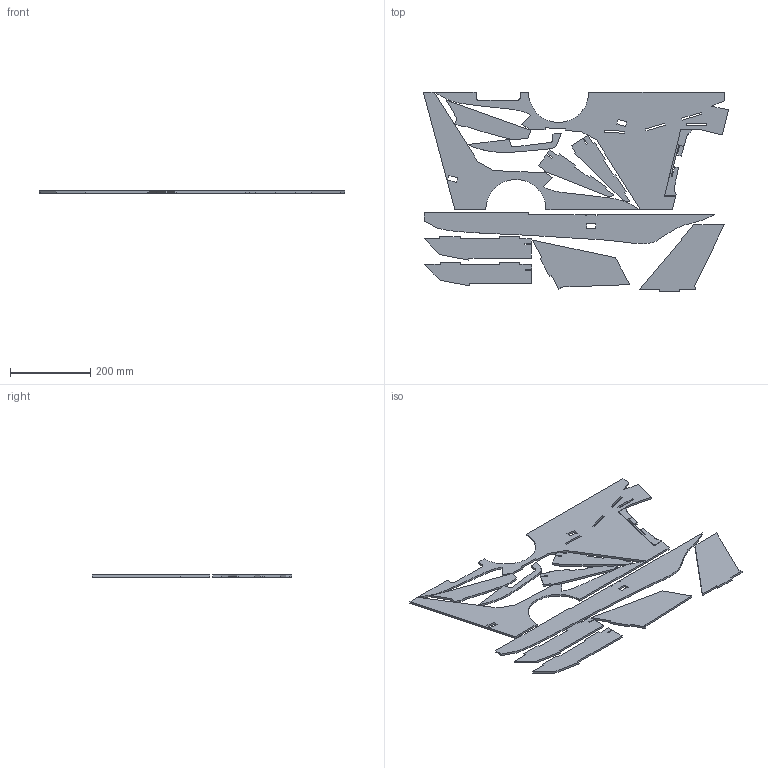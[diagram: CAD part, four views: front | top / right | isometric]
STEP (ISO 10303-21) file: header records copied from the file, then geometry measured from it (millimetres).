
FILE_DESCRIPTION(('FreeCAD Model'),'2;1');
FILE_NAME('Open CASCADE Shape Model','2021-02-27T12:48:44',('Author'),( ''),'Open CASCADE STEP processor 7.3','FreeCAD','Unknown');
FILE_SCHEMA(('AUTOMOTIVE_DESIGN { 1 0 10303 214 1 1 1 1 }'));
Length unit declared in the file: millimetre
Products named in the file (15): Unnamed; Part1; Part2; Part3; Part4; Part5; Part6; Part7; Part8; Part9; Part10; Part11; Part12; Pad011; Pad006
Assembly tree (14 placements, depth 2):
  Unnamed
    Part1
    Part2
    Part3
    Part4
    Part5
    Part6
    Part7
    Part8
    Part9
    Part10
    Part11
    Part12
    Pad011
    Pad006
Bounding box: 761.51 x 497.28 x 5 mm (x, y, z)
Volume: 1403009.3 mm3; surface area: 627003.5 mm2
Topology: 14 solids, 14 shells, 553 faces, 1575 edges, 1050 vertices
Faces by surface type: extrusion 524, plane 29
Entity records: 17495 total; most frequent: CARTESIAN_POINT 4765, ORIENTED_EDGE 3150, EDGE_CURVE 1575, B_SPLINE_CURVE_WITH_KNOTS 1572, DIRECTION 1139, VECTOR 1051, VERTEX_POINT 1050, FACE_BOUND 569
